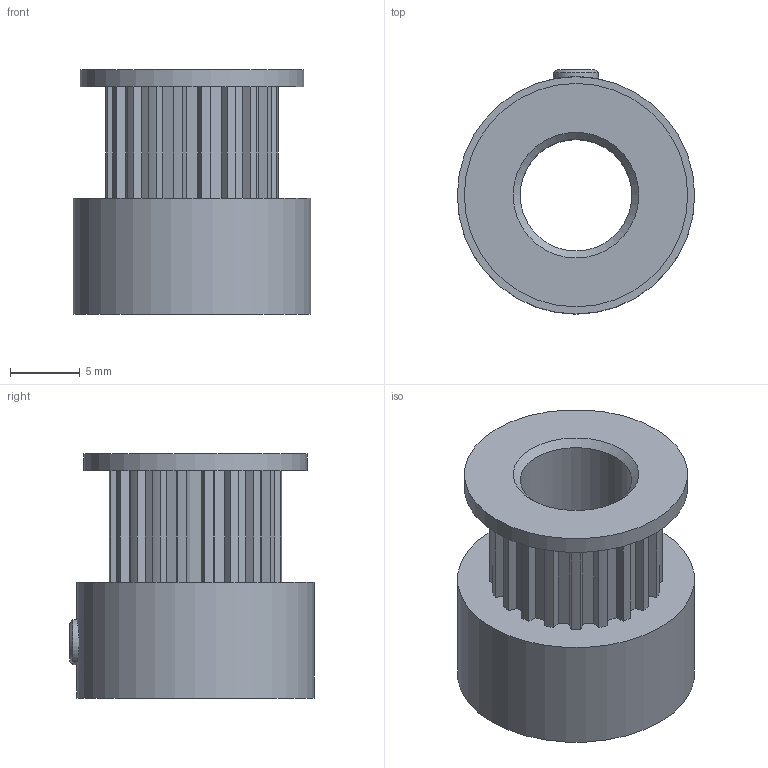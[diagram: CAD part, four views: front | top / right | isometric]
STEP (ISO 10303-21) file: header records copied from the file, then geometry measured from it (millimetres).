
FILE_DESCRIPTION (( 'STEP AP214' ), '1' );
FILE_NAME ('1088-Z2P-A.STEP', '2013-05-15T14:46:05', ( '3DAssist' ), ( '' ), 'SwSTEP 2.0', 'SolidWorks 2013', '' );
FILE_SCHEMA (( 'AUTOMOTIVE_DESIGN' ));
Length unit declared in the file: millimetre
Products named in the file (1): 1088-Z2P-A
Bounding box: 17 x 17.5 x 17.5 mm (x, y, z)
Volume: 2086.5 mm3; surface area: 2008.9 mm2
Topology: 2 solids, 2 shells, 102 faces, 281 edges, 186 vertices
Faces by surface type: plane 73, cylinder 25, cone 4
Full cylindrical faces by diameter (mm): 3.229 x1, 3.3 x1, 8 x1, 16 x1, 17 x1
Entity records: 3340 total; most frequent: CARTESIAN_POINT 663, ORIENTED_EDGE 544, DIRECTION 528, EDGE_CURVE 272, VECTOR 218, LINE 218, VERTEX_POINT 186, AXIS2_PLACEMENT_3D 155
